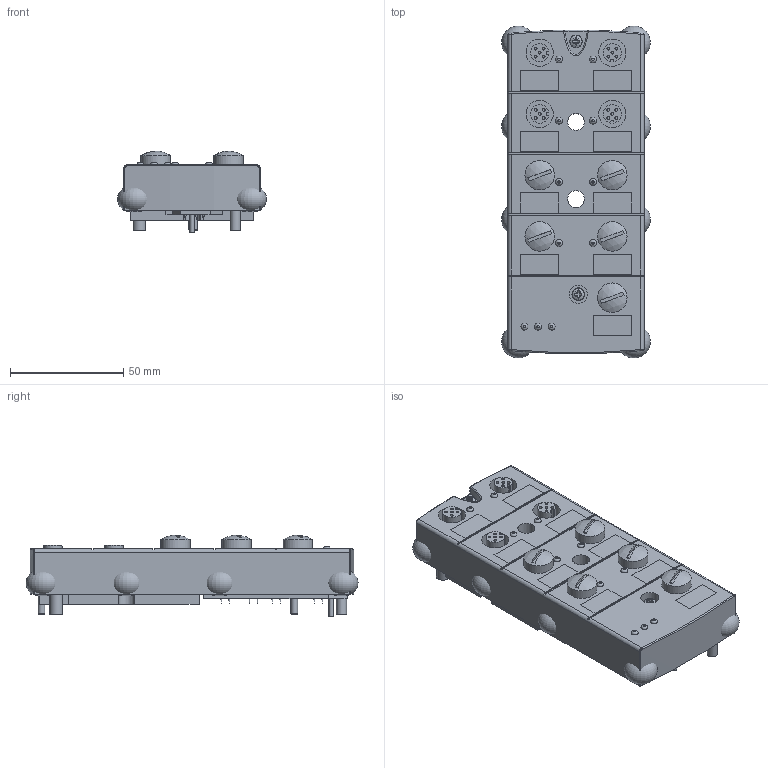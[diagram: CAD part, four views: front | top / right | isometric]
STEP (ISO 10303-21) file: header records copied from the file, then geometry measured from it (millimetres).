
FILE_DESCRIPTION(/* description */ ('Alibre Inc.'),/* implementation_level */ '2;1');
FILE_NAME(/* name */ 'export-AE4A1C77-607F-4C84-84BE-C594AB700E03',/* time_stamp */ '2018-12-10T13:32:36+01:00',/* author */ (''),/* organization */ (''),/* preprocessor_version */ 'ST-DEVELOPER v17',/* originating_system */ 'Alibre',/* authorisation */ '');
FILE_SCHEMA (('AUTOMOTIVE_DESIGN'));
Length unit declared in the file: centimetre
Products named in the file (8): BENE INOX | 210216-3X30
Bounding box: 65.58 x 146.33 x 35.98 mm (x, y, z)
Volume: 198449.1 mm3; surface area: 58172.3 mm2
Topology: 40 solids, 42 shells, 960 faces, 2415 edges, 1592 vertices
Faces by surface type: plane 422, cylinder 355, cone 92, torus 67, sphere 16, bspline 7, extrusion 1
Full cylindrical faces by diameter (mm): 1.2 x20, 2 x1, 3 x31, 4 x1, 4.5 x1, 5.5 x1, 6 x8, 7.5 x2, 8 x6, 12 x14, 13 x5
Entity records: 12412 total; most frequent: CARTESIAN_POINT 3479, DIRECTION 1728, ORIENTED_EDGE 1624, EDGE_CURVE 812, AXIS2_PLACEMENT_3D 751, VERTEX_POINT 587, FACE_BOUND 523, EDGE_LOOP 507
